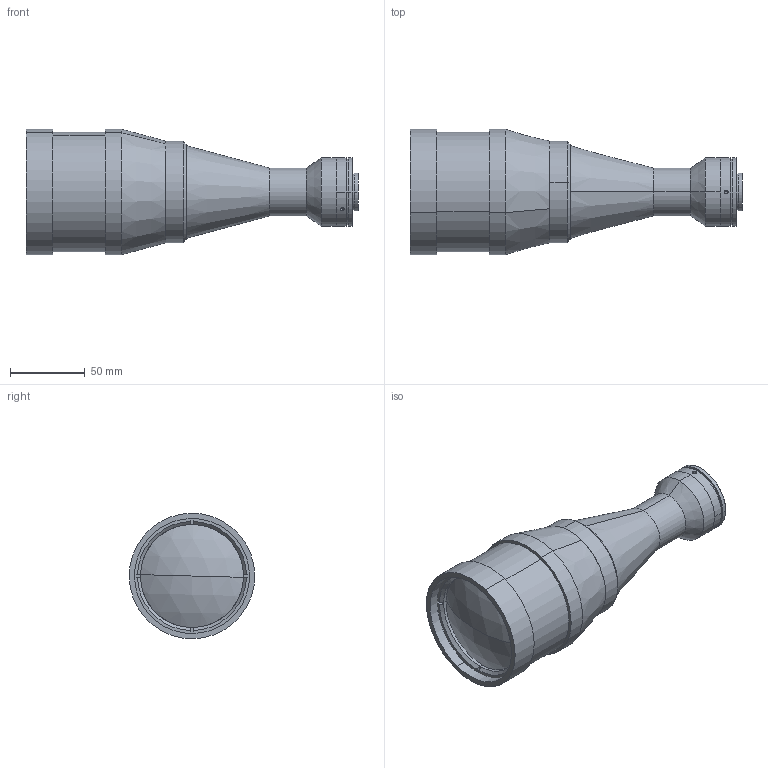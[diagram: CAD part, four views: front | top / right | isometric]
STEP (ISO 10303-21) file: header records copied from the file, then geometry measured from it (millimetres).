
FILE_DESCRIPTION (( 'STEP AP203' ), '1' );
FILE_NAME ('XF-5MDT0275X200-1C.STEP', '2015-07-29T08:30:21', ( 'Lxtx999.CoM' ), ( 'Lxtx999.CoM' ), 'SwSTEP 2.0', 'SolidWorks 2014', '' );
FILE_SCHEMA (( 'CONFIG_CONTROL_DESIGN' ));
Length unit declared in the file: millimetre
Products named in the file (1): XF-5MDT0275X200-1C
Bounding box: 222.15 x 83.99 x 83.99 mm (x, y, z)
Surface area: 61298 mm2 (no closed solid volume)
Topology: 0 solids, 8 shells, 83 faces, 198 edges, 127 vertices
Faces by surface type: cylinder 40, plane 27, cone 14, sphere 2
Entity records: 2690 total; most frequent: CARTESIAN_POINT 661, DIRECTION 450, ORIENTED_EDGE 346, EDGE_CURVE 198, AXIS2_PLACEMENT_3D 188, VERTEX_POINT 127, CIRCLE 104, EDGE_LOOP 97
